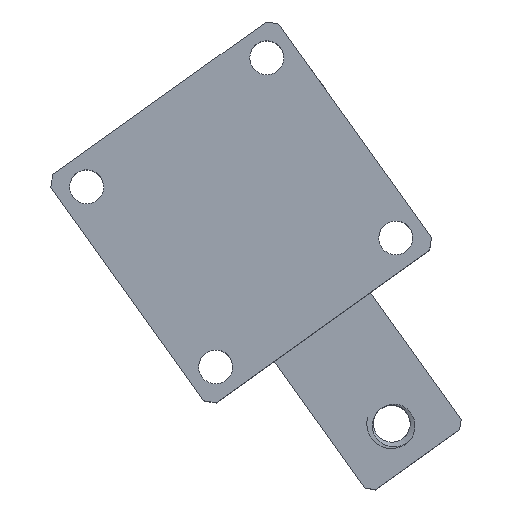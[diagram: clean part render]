
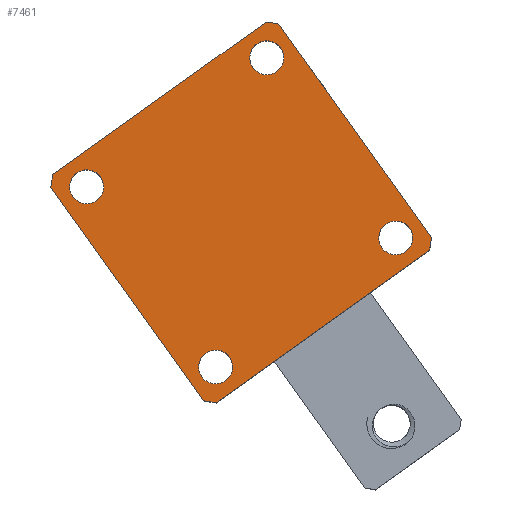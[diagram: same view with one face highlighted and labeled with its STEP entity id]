
A CAD part, top view. The second image highlights one B-rep face of the part: STEP entity #7461.
In plain terms, the highlighted face is planar.
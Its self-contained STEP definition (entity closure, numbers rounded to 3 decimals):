
#59 = CARTESIAN_POINT ( 'NONE',  ( -17.748, 38., 0. ) ) ;
#71 = EDGE_CURVE ( 'NONE', #5593, #5495, #947, .T. ) ;
#84 = EDGE_CURVE ( 'NONE', #6910, #5495, #4334, .T. ) ;
#118 = VERTEX_POINT ( 'NONE', #6503 ) ;
#121 = EDGE_CURVE ( 'NONE', #6910, #3963, #8756, .T. ) ;
#148 = EDGE_CURVE ( 'NONE', #6925, #3963, #3301, .T. ) ;
#164 = AXIS2_PLACEMENT_3D ( 'NONE', #2010, #7065, #2733 ) ;
#217 = FACE_OUTER_BOUND ( 'NONE', #5884, .T. ) ;
#223 = DIRECTION ( 'NONE',  ( -1., 0., 0. ) ) ;
#242 = EDGE_CURVE ( 'NONE', #6925, #7204, #4225, .T. ) ;
#282 = DIRECTION ( 'NONE',  ( 0., 0., 1. ) ) ;
#302 = DIRECTION ( 'NONE',  ( 1., 0., 0. ) ) ;
#326 = EDGE_CURVE ( 'NONE', #8747, #7204, #701, .T. ) ;
#358 = EDGE_CURVE ( 'NONE', #8747, #1732, #933, .T. ) ;
#367 = AXIS2_PLACEMENT_3D ( 'NONE', #8783, #4553, #223 ) ;
#377 = CARTESIAN_POINT ( 'NONE',  ( 17.748, 38., 0. ) ) ;
#381 = VECTOR ( 'NONE', #2746, 1000. ) ;
#387 = EDGE_CURVE ( 'NONE', #5593, #1732, #5457, .T. ) ;
#415 = EDGE_CURVE ( 'NONE', #3266, #1548, #1598, .T. ) ;
#448 = ORIENTED_EDGE ( 'NONE', *, *, #326, .F. ) ;
#471 = EDGE_CURVE ( 'NONE', #5624, #1366, #3737, .T. ) ;
#509 = EDGE_CURVE ( 'NONE', #118, #1470, #1820, .T. ) ;
#525 = ORIENTED_EDGE ( 'NONE', *, *, #644, .T. ) ;
#529 = CIRCLE ( 'NONE', #367, 2.3 ) ;
#566 = DIRECTION ( 'NONE',  ( 0., 0., 1. ) ) ;
#600 = CARTESIAN_POINT ( 'NONE',  ( 17.3, 4., 0. ) ) ;
#644 = EDGE_CURVE ( 'NONE', #6365, #1615, #5117, .T. ) ;
#674 = CARTESIAN_POINT ( 'NONE',  ( 12.7, 34., 0. ) ) ;
#701 = CIRCLE ( 'NONE', #1945, 26. ) ;
#712 = VECTOR ( 'NONE', #3006, 1000. ) ;
#797 = ORIENTED_EDGE ( 'NONE', *, *, #71, .T. ) ;
#814 = CARTESIAN_POINT ( 'NONE',  ( -19., 1.252, 0. ) ) ;
#933 = LINE ( 'NONE', #6200, #1374 ) ;
#947 = LINE ( 'NONE', #814, #712 ) ;
#1168 = AXIS2_PLACEMENT_3D ( 'NONE', #8116, #3814, #8793 ) ;
#1205 = EDGE_LOOP ( 'NONE', ( #6536, #2604 ) ) ;
#1263 = ORIENTED_EDGE ( 'NONE', *, *, #84, .F. ) ;
#1319 = CARTESIAN_POINT ( 'NONE',  ( 19., 1.252, 0. ) ) ;
#1366 = VERTEX_POINT ( 'NONE', #674 ) ;
#1374 = VECTOR ( 'NONE', #3196, 1000. ) ;
#1470 = VERTEX_POINT ( 'NONE', #5510 ) ;
#1494 = AXIS2_PLACEMENT_3D ( 'NONE', #4858, #3571, #2092 ) ;
#1499 = DIRECTION ( 'NONE',  ( 0., 0., 1. ) ) ;
#1548 = VERTEX_POINT ( 'NONE', #4410 ) ;
#1566 = CARTESIAN_POINT ( 'NONE',  ( -17.748, 38., 0. ) ) ;
#1598 = CIRCLE ( 'NONE', #1692, 2.3 ) ;
#1615 = VERTEX_POINT ( 'NONE', #8336 ) ;
#1618 = AXIS2_PLACEMENT_3D ( 'NONE', #7789, #8467, #4234 ) ;
#1692 = AXIS2_PLACEMENT_3D ( 'NONE', #9069, #4974, #5071 ) ;
#1708 = PLANE ( 'NONE',  #5761 ) ;
#1732 = VERTEX_POINT ( 'NONE', #1869 ) ;
#1749 = AXIS2_PLACEMENT_3D ( 'NONE', #4090, #282, #2301 ) ;
#1755 = DIRECTION ( 'NONE',  ( 0., 0., 1. ) ) ;
#1820 = CIRCLE ( 'NONE', #1494, 2.3 ) ;
#1869 = CARTESIAN_POINT ( 'NONE',  ( -17.748, 0., 0. ) ) ;
#1945 = AXIS2_PLACEMENT_3D ( 'NONE', #3728, #1499, #3434 ) ;
#2003 = DIRECTION ( 'NONE',  ( 0., 0., 1. ) ) ;
#2010 = CARTESIAN_POINT ( 'NONE',  ( 15., 4., 0. ) ) ;
#2092 = DIRECTION ( 'NONE',  ( -1., 0., 0. ) ) ;
#2235 = AXIS2_PLACEMENT_3D ( 'NONE', #2396, #566, #4162 ) ;
#2301 = DIRECTION ( 'NONE',  ( -1., 0., 0. ) ) ;
#2396 = CARTESIAN_POINT ( 'NONE',  ( 0., 19., 0. ) ) ;
#2486 = AXIS2_PLACEMENT_3D ( 'NONE', #6107, #3998, #8263 ) ;
#2604 = ORIENTED_EDGE ( 'NONE', *, *, #415, .T. ) ;
#2674 = CIRCLE ( 'NONE', #164, 2.3 ) ;
#2733 = DIRECTION ( 'NONE',  ( -1., 0., 0. ) ) ;
#2746 = DIRECTION ( 'NONE',  ( 0., -1., 0. ) ) ;
#3006 = DIRECTION ( 'NONE',  ( 0., 1., 0. ) ) ;
#3142 = AXIS2_PLACEMENT_3D ( 'NONE', #6078, #1755, #6797 ) ;
#3156 = EDGE_CURVE ( 'NONE', #1470, #118, #529, .T. ) ;
#3196 = DIRECTION ( 'NONE',  ( -1., 0., 0. ) ) ;
#3266 = VERTEX_POINT ( 'NONE', #6863 ) ;
#3301 = CIRCLE ( 'NONE', #2235, 26. ) ;
#3305 = CARTESIAN_POINT ( 'NONE',  ( -19., 36.748, 0. ) ) ;
#3382 = ORIENTED_EDGE ( 'NONE', *, *, #4944, .T. ) ;
#3393 = ORIENTED_EDGE ( 'NONE', *, *, #242, .T. ) ;
#3405 = EDGE_CURVE ( 'NONE', #1366, #5624, #5169, .T. ) ;
#3434 = DIRECTION ( 'NONE',  ( -1., 0., 0. ) ) ;
#3558 = ORIENTED_EDGE ( 'NONE', *, *, #3405, .T. ) ;
#3571 = DIRECTION ( 'NONE',  ( 0., 0., 1. ) ) ;
#3728 = CARTESIAN_POINT ( 'NONE',  ( 0., 19., 0. ) ) ;
#3737 = CIRCLE ( 'NONE', #1618, 2.3 ) ;
#3814 = DIRECTION ( 'NONE',  ( 0., 0., 1. ) ) ;
#3963 = VERTEX_POINT ( 'NONE', #377 ) ;
#3998 = DIRECTION ( 'NONE',  ( 0., 0., 1. ) ) ;
#4056 = FACE_BOUND ( 'NONE', #5225, .T. ) ;
#4090 = CARTESIAN_POINT ( 'NONE',  ( 0., 19., 0. ) ) ;
#4162 = DIRECTION ( 'NONE',  ( -1., 0., 0. ) ) ;
#4225 = LINE ( 'NONE', #1319, #381 ) ;
#4231 = CARTESIAN_POINT ( 'NONE',  ( 19., 1.252, 0. ) ) ;
#4234 = DIRECTION ( 'NONE',  ( -1., 0., 0. ) ) ;
#4250 = ORIENTED_EDGE ( 'NONE', *, *, #148, .F. ) ;
#4334 = CIRCLE ( 'NONE', #2486, 26. ) ;
#4410 = CARTESIAN_POINT ( 'NONE',  ( -17.3, 34., 0. ) ) ;
#4553 = DIRECTION ( 'NONE',  ( 0., 0., 1. ) ) ;
#4616 = DIRECTION ( 'NONE',  ( 0., 0., 1. ) ) ;
#4858 = CARTESIAN_POINT ( 'NONE',  ( -15., 4., 0. ) ) ;
#4944 = EDGE_CURVE ( 'NONE', #1615, #6365, #2674, .T. ) ;
#4974 = DIRECTION ( 'NONE',  ( 0., 0., 1. ) ) ;
#5071 = DIRECTION ( 'NONE',  ( -1., 0., 0. ) ) ;
#5117 = CIRCLE ( 'NONE', #1168, 2.3 ) ;
#5169 = CIRCLE ( 'NONE', #9077, 2.3 ) ;
#5225 = EDGE_LOOP ( 'NONE', ( #3382, #525 ) ) ;
#5287 = ORIENTED_EDGE ( 'NONE', *, *, #509, .T. ) ;
#5308 = FACE_BOUND ( 'NONE', #5545, .T. ) ;
#5372 = ORIENTED_EDGE ( 'NONE', *, *, #3156, .T. ) ;
#5448 = ORIENTED_EDGE ( 'NONE', *, *, #471, .T. ) ;
#5457 = CIRCLE ( 'NONE', #1749, 26. ) ;
#5495 = VERTEX_POINT ( 'NONE', #3305 ) ;
#5510 = CARTESIAN_POINT ( 'NONE',  ( -17.3, 4., 0. ) ) ;
#5545 = EDGE_LOOP ( 'NONE', ( #3558, #5448 ) ) ;
#5593 = VERTEX_POINT ( 'NONE', #7055 ) ;
#5624 = VERTEX_POINT ( 'NONE', #8470 ) ;
#5752 = FACE_BOUND ( 'NONE', #5890, .T. ) ;
#5761 = AXIS2_PLACEMENT_3D ( 'NONE', #8164, #4616, #302 ) ;
#5884 = EDGE_LOOP ( 'NONE', ( #797, #1263, #8418, #4250, #3393, #448, #8596, #7260 ) ) ;
#5890 = EDGE_LOOP ( 'NONE', ( #5372, #5287 ) ) ;
#6078 = CARTESIAN_POINT ( 'NONE',  ( -15., 34., 0. ) ) ;
#6090 = EDGE_CURVE ( 'NONE', #1548, #3266, #7610, .T. ) ;
#6107 = CARTESIAN_POINT ( 'NONE',  ( 0., 19., 0. ) ) ;
#6200 = CARTESIAN_POINT ( 'NONE',  ( -17.748, 0., 0. ) ) ;
#6339 = CARTESIAN_POINT ( 'NONE',  ( 15., 34., 0. ) ) ;
#6365 = VERTEX_POINT ( 'NONE', #600 ) ;
#6503 = CARTESIAN_POINT ( 'NONE',  ( -12.7, 4., 0. ) ) ;
#6536 = ORIENTED_EDGE ( 'NONE', *, *, #6090, .T. ) ;
#6606 = CARTESIAN_POINT ( 'NONE',  ( 19., 36.748, 0. ) ) ;
#6797 = DIRECTION ( 'NONE',  ( -1., 0., 0. ) ) ;
#6863 = CARTESIAN_POINT ( 'NONE',  ( -12.7, 34., 0. ) ) ;
#6910 = VERTEX_POINT ( 'NONE', #1566 ) ;
#6925 = VERTEX_POINT ( 'NONE', #6606 ) ;
#6981 = FACE_BOUND ( 'NONE', #1205, .T. ) ;
#7055 = CARTESIAN_POINT ( 'NONE',  ( -19., 1.252, 0. ) ) ;
#7058 = DIRECTION ( 'NONE',  ( -1., 0., 0. ) ) ;
#7065 = DIRECTION ( 'NONE',  ( 0., 0., 1. ) ) ;
#7134 = VECTOR ( 'NONE', #7236, 1000. ) ;
#7204 = VERTEX_POINT ( 'NONE', #4231 ) ;
#7236 = DIRECTION ( 'NONE',  ( 1., 0., 0. ) ) ;
#7260 = ORIENTED_EDGE ( 'NONE', *, *, #387, .F. ) ;
#7461 = ADVANCED_FACE ( 'NONE', ( #217, #6981, #5308, #5752, #4056 ), #1708, .F. ) ;
#7610 = CIRCLE ( 'NONE', #3142, 2.3 ) ;
#7789 = CARTESIAN_POINT ( 'NONE',  ( 15., 34., 0. ) ) ;
#8116 = CARTESIAN_POINT ( 'NONE',  ( 15., 4., 0. ) ) ;
#8164 = CARTESIAN_POINT ( 'NONE',  ( 0., 19., 0. ) ) ;
#8263 = DIRECTION ( 'NONE',  ( -1., 0., 0. ) ) ;
#8336 = CARTESIAN_POINT ( 'NONE',  ( 12.7, 4., 0. ) ) ;
#8418 = ORIENTED_EDGE ( 'NONE', *, *, #121, .T. ) ;
#8467 = DIRECTION ( 'NONE',  ( 0., 0., 1. ) ) ;
#8470 = CARTESIAN_POINT ( 'NONE',  ( 17.3, 34., 0. ) ) ;
#8596 = ORIENTED_EDGE ( 'NONE', *, *, #358, .T. ) ;
#8747 = VERTEX_POINT ( 'NONE', #9055 ) ;
#8756 = LINE ( 'NONE', #59, #7134 ) ;
#8783 = CARTESIAN_POINT ( 'NONE',  ( -15., 4., 0. ) ) ;
#8793 = DIRECTION ( 'NONE',  ( -1., 0., 0. ) ) ;
#9055 = CARTESIAN_POINT ( 'NONE',  ( 17.748, 0., 0. ) ) ;
#9069 = CARTESIAN_POINT ( 'NONE',  ( -15., 34., 0. ) ) ;
#9077 = AXIS2_PLACEMENT_3D ( 'NONE', #6339, #2003, #7058 ) ;
